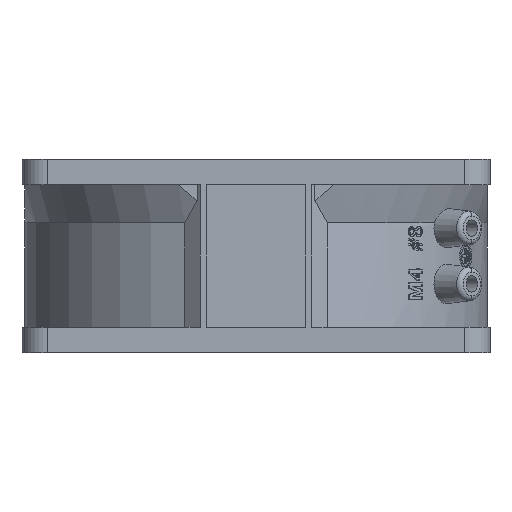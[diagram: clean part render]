
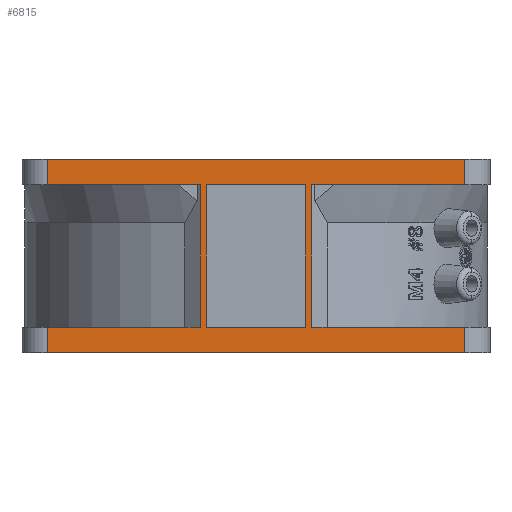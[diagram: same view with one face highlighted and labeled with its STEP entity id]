
A CAD part, front view. The second image highlights one B-rep face of the part: STEP entity #6815.
In plain terms, the highlighted planar face has unit normal (0, -1, 0).
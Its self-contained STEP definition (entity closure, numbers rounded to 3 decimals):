
#118 = VECTOR ( 'NONE', #234, 1000. ) ;
#183 = LINE ( 'NONE', #15091, #13769 ) ;
#234 = DIRECTION ( 'NONE',  ( -1., 0., 0. ) ) ;
#810 = VECTOR ( 'NONE', #12433, 1000. ) ;
#876 = DIRECTION ( 'NONE',  ( 1., 0., 0. ) ) ;
#1021 = DIRECTION ( 'NONE',  ( 0., 0., -1. ) ) ;
#1227 = EDGE_CURVE ( 'NONE', #9920, #5350, #4453, .T. ) ;
#1482 = CARTESIAN_POINT ( 'NONE',  ( 41., -46., -33. ) ) ;
#1616 = DIRECTION ( 'NONE',  ( 0., 0., -1. ) ) ;
#1677 = ORIENTED_EDGE ( 'NONE', *, *, #7443, .T. ) ;
#1965 = EDGE_CURVE ( 'NONE', #4018, #2507, #8908, .T. ) ;
#2020 = DIRECTION ( 'NONE',  ( -1., 0., 0. ) ) ;
#2318 = LINE ( 'NONE', #14900, #11436 ) ;
#2360 = VECTOR ( 'NONE', #12512, 1000. ) ;
#2384 = VECTOR ( 'NONE', #16249, 1000. ) ;
#2480 = DIRECTION ( 'NONE',  ( 0., 0., -1. ) ) ;
#2492 = LINE ( 'NONE', #16129, #15654 ) ;
#2507 = VERTEX_POINT ( 'NONE', #12995 ) ;
#2524 = CARTESIAN_POINT ( 'NONE',  ( 9.75, -46., -5. ) ) ;
#2803 = VECTOR ( 'NONE', #8106, 1000. ) ;
#2923 = EDGE_LOOP ( 'NONE', ( #7919, #6617, #5306, #14762 ) ) ;
#3015 = DIRECTION ( 'NONE',  ( 0., 0., -1. ) ) ;
#3118 = ORIENTED_EDGE ( 'NONE', *, *, #16117, .T. ) ;
#3358 = EDGE_CURVE ( 'NONE', #13098, #14839, #7830, .T. ) ;
#3374 = CARTESIAN_POINT ( 'NONE',  ( -41., -46., -33. ) ) ;
#3430 = CARTESIAN_POINT ( 'NONE',  ( 41., -46., 0. ) ) ;
#3637 = EDGE_CURVE ( 'NONE', #14314, #13098, #15137, .T. ) ;
#3855 = VERTEX_POINT ( 'NONE', #14597 ) ;
#3952 = EDGE_CURVE ( 'NONE', #11996, #11030, #16136, .T. ) ;
#3977 = CARTESIAN_POINT ( 'NONE',  ( 9.75, -46., 0. ) ) ;
#4018 = VERTEX_POINT ( 'NONE', #8639 ) ;
#4453 = LINE ( 'NONE', #3977, #14421 ) ;
#4461 = VECTOR ( 'NONE', #9011, 1000. ) ;
#4608 = CARTESIAN_POINT ( 'NONE',  ( -41., -46., -33. ) ) ;
#5002 = CARTESIAN_POINT ( 'NONE',  ( 41., -46., 0. ) ) ;
#5187 = LINE ( 'NONE', #5951, #13510 ) ;
#5306 = ORIENTED_EDGE ( 'NONE', *, *, #1227, .T. ) ;
#5350 = VERTEX_POINT ( 'NONE', #15157 ) ;
#5680 = VERTEX_POINT ( 'NONE', #6429 ) ;
#5951 = CARTESIAN_POINT ( 'NONE',  ( -41., -46., 0. ) ) ;
#6350 = EDGE_CURVE ( 'NONE', #5680, #13239, #5187, .T. ) ;
#6377 = DIRECTION ( 'NONE',  ( 0., -1., 0. ) ) ;
#6429 = CARTESIAN_POINT ( 'NONE',  ( -41., -46., 0. ) ) ;
#6487 = CARTESIAN_POINT ( 'NONE',  ( -41., -46., -5. ) ) ;
#6617 = ORIENTED_EDGE ( 'NONE', *, *, #11633, .T. ) ;
#6815 = ADVANCED_FACE ( 'NONE', ( #9437, #14117 ), #14138, .T. ) ;
#6851 = EDGE_CURVE ( 'NONE', #3855, #16460, #15513, .T. ) ;
#7269 = EDGE_CURVE ( 'NONE', #5350, #4018, #9233, .T. ) ;
#7443 = EDGE_CURVE ( 'NONE', #16460, #14314, #11859, .T. ) ;
#7453 = CARTESIAN_POINT ( 'NONE',  ( -41., -46., -5. ) ) ;
#7527 = CARTESIAN_POINT ( 'NONE',  ( -11., -46., -33. ) ) ;
#7548 = CARTESIAN_POINT ( 'NONE',  ( 41., -46., -5. ) ) ;
#7830 = LINE ( 'NONE', #13336, #13748 ) ;
#7831 = CARTESIAN_POINT ( 'NONE',  ( -41., -46., -38. ) ) ;
#7919 = ORIENTED_EDGE ( 'NONE', *, *, #1965, .T. ) ;
#8106 = DIRECTION ( 'NONE',  ( 0., 0., -1. ) ) ;
#8159 = CARTESIAN_POINT ( 'NONE',  ( -41., -46., 0. ) ) ;
#8280 = VECTOR ( 'NONE', #11696, 1000. ) ;
#8428 = CARTESIAN_POINT ( 'NONE',  ( 11., -46., -33. ) ) ;
#8519 = VERTEX_POINT ( 'NONE', #12801 ) ;
#8639 = CARTESIAN_POINT ( 'NONE',  ( -9.75, -46., -33. ) ) ;
#8697 = EDGE_CURVE ( 'NONE', #12174, #11996, #2318, .T. ) ;
#8908 = LINE ( 'NONE', #10747, #810 ) ;
#8927 = DIRECTION ( 'NONE',  ( 0., 0., 1. ) ) ;
#9011 = DIRECTION ( 'NONE',  ( 0., 0., 1. ) ) ;
#9233 = LINE ( 'NONE', #9910, #2360 ) ;
#9271 = EDGE_CURVE ( 'NONE', #15694, #5680, #2492, .T. ) ;
#9341 = ORIENTED_EDGE ( 'NONE', *, *, #10615, .T. ) ;
#9437 = FACE_BOUND ( 'NONE', #2923, .T. ) ;
#9490 = DIRECTION ( 'NONE',  ( 1., 0., 0. ) ) ;
#9496 = EDGE_CURVE ( 'NONE', #8519, #3855, #9774, .T. ) ;
#9774 = LINE ( 'NONE', #7831, #10395 ) ;
#9819 = ORIENTED_EDGE ( 'NONE', *, *, #3952, .T. ) ;
#9833 = DIRECTION ( 'NONE',  ( -1., 0., 0. ) ) ;
#9910 = CARTESIAN_POINT ( 'NONE',  ( -41., -46., -33. ) ) ;
#9920 = VERTEX_POINT ( 'NONE', #2524 ) ;
#10092 = EDGE_LOOP ( 'NONE', ( #12066, #9819, #11577, #11336, #11110, #1677, #13192, #13123, #9341, #16399, #13208, #3118 ) ) ;
#10395 = VECTOR ( 'NONE', #12934, 1000. ) ;
#10561 = LINE ( 'NONE', #11672, #4461 ) ;
#10615 = EDGE_CURVE ( 'NONE', #14839, #15694, #10561, .T. ) ;
#10747 = CARTESIAN_POINT ( 'NONE',  ( -9.75, -46., 0. ) ) ;
#11030 = VERTEX_POINT ( 'NONE', #3374 ) ;
#11110 = ORIENTED_EDGE ( 'NONE', *, *, #6851, .T. ) ;
#11336 = ORIENTED_EDGE ( 'NONE', *, *, #9496, .T. ) ;
#11436 = VECTOR ( 'NONE', #3015, 1000. ) ;
#11577 = ORIENTED_EDGE ( 'NONE', *, *, #13606, .T. ) ;
#11633 = EDGE_CURVE ( 'NONE', #2507, #9920, #14388, .T. ) ;
#11672 = CARTESIAN_POINT ( 'NONE',  ( 41., -46., 0. ) ) ;
#11683 = VECTOR ( 'NONE', #8927, 1000. ) ;
#11696 = DIRECTION ( 'NONE',  ( 1., 0., 0. ) ) ;
#11859 = LINE ( 'NONE', #15559, #118 ) ;
#11996 = VERTEX_POINT ( 'NONE', #7527 ) ;
#12066 = ORIENTED_EDGE ( 'NONE', *, *, #8697, .T. ) ;
#12174 = VERTEX_POINT ( 'NONE', #16146 ) ;
#12433 = DIRECTION ( 'NONE',  ( 0., 0., 1. ) ) ;
#12448 = CARTESIAN_POINT ( 'NONE',  ( 11., -46., 0. ) ) ;
#12512 = DIRECTION ( 'NONE',  ( -1., 0., 0. ) ) ;
#12801 = CARTESIAN_POINT ( 'NONE',  ( -41., -46., -38. ) ) ;
#12889 = AXIS2_PLACEMENT_3D ( 'NONE', #14084, #6377, #2480 ) ;
#12934 = DIRECTION ( 'NONE',  ( 1., 0., 0. ) ) ;
#12995 = CARTESIAN_POINT ( 'NONE',  ( -9.75, -46., -5. ) ) ;
#13098 = VERTEX_POINT ( 'NONE', #13572 ) ;
#13123 = ORIENTED_EDGE ( 'NONE', *, *, #3358, .T. ) ;
#13192 = ORIENTED_EDGE ( 'NONE', *, *, #3637, .T. ) ;
#13208 = ORIENTED_EDGE ( 'NONE', *, *, #6350, .T. ) ;
#13239 = VERTEX_POINT ( 'NONE', #7453 ) ;
#13336 = CARTESIAN_POINT ( 'NONE',  ( -41., -46., -5. ) ) ;
#13510 = VECTOR ( 'NONE', #1021, 1000. ) ;
#13572 = CARTESIAN_POINT ( 'NONE',  ( 11., -46., -5. ) ) ;
#13606 = EDGE_CURVE ( 'NONE', #11030, #8519, #16566, .T. ) ;
#13748 = VECTOR ( 'NONE', #9490, 1000. ) ;
#13769 = VECTOR ( 'NONE', #876, 1000. ) ;
#14084 = CARTESIAN_POINT ( 'NONE',  ( -41., -46., 0. ) ) ;
#14117 = FACE_OUTER_BOUND ( 'NONE', #10092, .T. ) ;
#14138 = PLANE ( 'NONE',  #12889 ) ;
#14314 = VERTEX_POINT ( 'NONE', #8428 ) ;
#14388 = LINE ( 'NONE', #6487, #8280 ) ;
#14421 = VECTOR ( 'NONE', #1616, 1000. ) ;
#14597 = CARTESIAN_POINT ( 'NONE',  ( 41., -46., -38. ) ) ;
#14762 = ORIENTED_EDGE ( 'NONE', *, *, #7269, .T. ) ;
#14839 = VERTEX_POINT ( 'NONE', #7548 ) ;
#14900 = CARTESIAN_POINT ( 'NONE',  ( -11., -46., 0. ) ) ;
#14925 = VECTOR ( 'NONE', #2020, 1000. ) ;
#15091 = CARTESIAN_POINT ( 'NONE',  ( -41., -46., -5. ) ) ;
#15137 = LINE ( 'NONE', #12448, #2384 ) ;
#15157 = CARTESIAN_POINT ( 'NONE',  ( 9.75, -46., -33. ) ) ;
#15513 = LINE ( 'NONE', #5002, #11683 ) ;
#15559 = CARTESIAN_POINT ( 'NONE',  ( -41., -46., -33. ) ) ;
#15654 = VECTOR ( 'NONE', #9833, 1000. ) ;
#15694 = VERTEX_POINT ( 'NONE', #3430 ) ;
#16117 = EDGE_CURVE ( 'NONE', #13239, #12174, #183, .T. ) ;
#16129 = CARTESIAN_POINT ( 'NONE',  ( -41., -46., 0. ) ) ;
#16136 = LINE ( 'NONE', #4608, #14925 ) ;
#16146 = CARTESIAN_POINT ( 'NONE',  ( -11., -46., -5. ) ) ;
#16249 = DIRECTION ( 'NONE',  ( 0., 0., 1. ) ) ;
#16399 = ORIENTED_EDGE ( 'NONE', *, *, #9271, .T. ) ;
#16460 = VERTEX_POINT ( 'NONE', #1482 ) ;
#16566 = LINE ( 'NONE', #8159, #2803 ) ;
